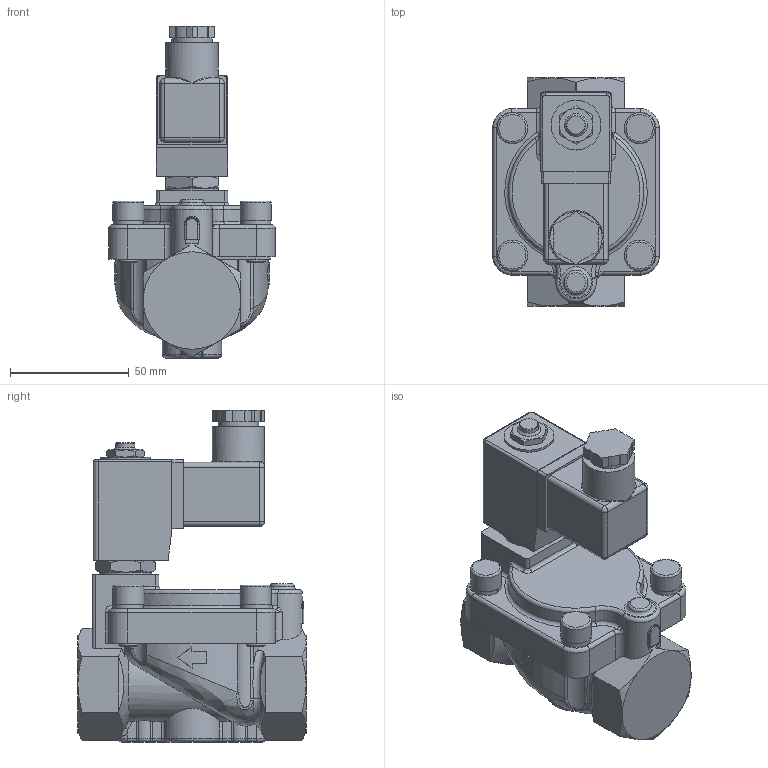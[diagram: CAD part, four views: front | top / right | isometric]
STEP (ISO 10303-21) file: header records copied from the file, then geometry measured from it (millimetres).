
FILE_DESCRIPTION(/* description */ ('3D-Modell'),/* implementation_level */ '2;1');
FILE_NAME(/* name */ '040.002619_D4025-1001-.032.stp',/* time_stamp */ '2020-06-02T13:18:20+02:00',/* author */ ('LBirkmann'),/* organization */ (''),/* preprocessor_version */ 'ST-DEVELOPER v16.1',/* originating_system */ 'Autodesk Inventor 2016',/* authorisation */ '');
FILE_SCHEMA (('AUTOMOTIVE_DESIGN { 1 0 10303 214 3 1 1 }'));
Length unit declared in the file: millimetre
Products named in the file (1): 88-004710
Bounding box: 70 x 96 x 139.65 mm (x, y, z)
Volume: 338058.2 mm3; surface area: 43708.4 mm2
Topology: 1 solids, 1 shells, 443 faces, 1113 edges, 684 vertices
Faces by surface type: cylinder 154, plane 145, torus 52, cone 50, bspline 36, sphere 6
Full cylindrical faces by diameter (mm): 8 x9, 9.73 x1, 13 x4, 17 x1, 21 x1, 22 x2
Entity records: 14560 total; most frequent: CARTESIAN_POINT 4514, ORIENTED_EDGE 2112, DIRECTION 2084, EDGE_CURVE 1056, AXIS2_PLACEMENT_3D 849, VERTEX_POINT 673, EDGE_LOOP 509, FACE_OUTER_BOUND 443
